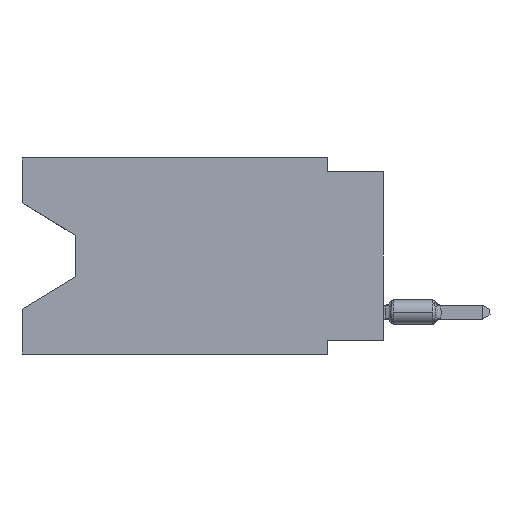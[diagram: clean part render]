
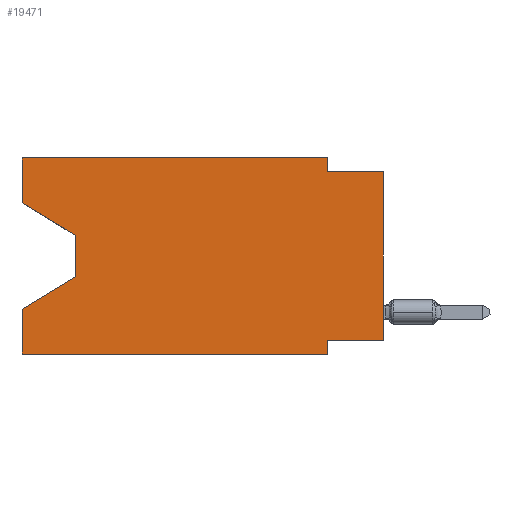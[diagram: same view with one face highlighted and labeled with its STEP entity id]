
A CAD part, left-side view. The second image highlights one B-rep face of the part: STEP entity #19471.
In plain terms, the highlighted planar face has unit normal (-1, 0, 0).
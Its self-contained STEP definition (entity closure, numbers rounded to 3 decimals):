
#923 = VECTOR ( 'NONE', #21287, 1000. ) ;
#924 = CARTESIAN_POINT ( 'NONE',  ( 0., 0., -8.255 ) ) ;
#1315 = LINE ( 'NONE', #22081, #2568 ) ;
#2079 = CARTESIAN_POINT ( 'NONE',  ( 0., 13.97, -3.505 ) ) ;
#2260 = CARTESIAN_POINT ( 'NONE',  ( 0., 16.383, -2.038 ) ) ;
#2270 = CARTESIAN_POINT ( 'NONE',  ( 0., 2.54, 0. ) ) ;
#2450 = VERTEX_POINT ( 'NONE', #924 ) ;
#2568 = VECTOR ( 'NONE', #8241, 1000. ) ;
#2802 = CARTESIAN_POINT ( 'NONE',  ( 0., 16.383, -2.038 ) ) ;
#2830 = VERTEX_POINT ( 'NONE', #18369 ) ;
#2831 = AXIS2_PLACEMENT_3D ( 'NONE', #14740, #7831, #4187 ) ;
#2872 = VECTOR ( 'NONE', #12059, 1000. ) ;
#3083 = LINE ( 'NONE', #22030, #11165 ) ;
#3467 = ORIENTED_EDGE ( 'NONE', *, *, #10283, .T. ) ;
#3510 = EDGE_CURVE ( 'NONE', #2830, #6898, #12827, .T. ) ;
#3692 = ORIENTED_EDGE ( 'NONE', *, *, #12936, .T. ) ;
#3852 = CARTESIAN_POINT ( 'NONE',  ( 0., 2.54, 0. ) ) ;
#4187 = DIRECTION ( 'NONE',  ( 0., 0., -1. ) ) ;
#4529 = DIRECTION ( 'NONE',  ( 0., 0., 1. ) ) ;
#4993 = DIRECTION ( 'NONE',  ( 0., 0., -1. ) ) ;
#5043 = ORIENTED_EDGE ( 'NONE', *, *, #20557, .F. ) ;
#5215 = ORIENTED_EDGE ( 'NONE', *, *, #18108, .F. ) ;
#5332 = DIRECTION ( 'NONE',  ( 0., 0., -1. ) ) ;
#5339 = DIRECTION ( 'NONE',  ( 0., 0., -1. ) ) ;
#5677 = CARTESIAN_POINT ( 'NONE',  ( 0., 13.97, -5.385 ) ) ;
#6090 = LINE ( 'NONE', #2802, #923 ) ;
#6094 = EDGE_CURVE ( 'NONE', #14475, #20875, #13961, .T. ) ;
#6134 = ORIENTED_EDGE ( 'NONE', *, *, #10957, .F. ) ;
#6138 = EDGE_CURVE ( 'NONE', #20292, #20706, #21108, .T. ) ;
#6281 = ORIENTED_EDGE ( 'NONE', *, *, #8442, .T. ) ;
#6358 = LINE ( 'NONE', #21789, #14869 ) ;
#6677 = VECTOR ( 'NONE', #17479, 1000. ) ;
#6850 = VECTOR ( 'NONE', #19199, 1000. ) ;
#6898 = VERTEX_POINT ( 'NONE', #14718 ) ;
#7793 = ORIENTED_EDGE ( 'NONE', *, *, #22407, .F. ) ;
#7831 = DIRECTION ( 'NONE',  ( 1., 0., 0. ) ) ;
#7838 = CARTESIAN_POINT ( 'NONE',  ( 0., 16.383, 0. ) ) ;
#8241 = DIRECTION ( 'NONE',  ( 0., 0.855, -0.519 ) ) ;
#8442 = EDGE_CURVE ( 'NONE', #14475, #16287, #6090, .T. ) ;
#8514 = CARTESIAN_POINT ( 'NONE',  ( 0., 16.383, 0. ) ) ;
#10236 = CARTESIAN_POINT ( 'NONE',  ( 0., 0., -8.255 ) ) ;
#10283 = EDGE_CURVE ( 'NONE', #2450, #17779, #20081, .T. ) ;
#10569 = LINE ( 'NONE', #17495, #2872 ) ;
#10957 = EDGE_CURVE ( 'NONE', #11121, #19855, #13748, .T. ) ;
#10998 = VECTOR ( 'NONE', #5332, 1000. ) ;
#11121 = VERTEX_POINT ( 'NONE', #2270 ) ;
#11165 = VECTOR ( 'NONE', #4993, 1000. ) ;
#11230 = VERTEX_POINT ( 'NONE', #5677 ) ;
#11361 = CARTESIAN_POINT ( 'NONE',  ( 0., 2.54, -8.255 ) ) ;
#11563 = PLANE ( 'NONE',  #2831 ) ;
#12059 = DIRECTION ( 'NONE',  ( 0., -1., 0. ) ) ;
#12165 = LINE ( 'NONE', #10236, #6850 ) ;
#12442 = CARTESIAN_POINT ( 'NONE',  ( 0., 16.383, 0. ) ) ;
#12827 = LINE ( 'NONE', #7838, #21469 ) ;
#12936 = EDGE_CURVE ( 'NONE', #16287, #11230, #3083, .T. ) ;
#12984 = CARTESIAN_POINT ( 'NONE',  ( 0., 2.54, -0.635 ) ) ;
#13748 = LINE ( 'NONE', #3852, #15489 ) ;
#13811 = VECTOR ( 'NONE', #21526, 1000. ) ;
#13961 = LINE ( 'NONE', #17582, #6677 ) ;
#14188 = EDGE_LOOP ( 'NONE', ( #6281, #3692, #14882, #21316, #22319, #14623, #5043, #3467, #7793, #6134, #5215, #15591 ) ) ;
#14195 = CARTESIAN_POINT ( 'NONE',  ( 0., 2.54, -8.89 ) ) ;
#14475 = VERTEX_POINT ( 'NONE', #2260 ) ;
#14623 = ORIENTED_EDGE ( 'NONE', *, *, #6138, .F. ) ;
#14718 = CARTESIAN_POINT ( 'NONE',  ( 0., 16.383, -6.852 ) ) ;
#14740 = CARTESIAN_POINT ( 'NONE',  ( 0., 16.383, 0. ) ) ;
#14749 = DIRECTION ( 'NONE',  ( 0., 0., 1. ) ) ;
#14869 = VECTOR ( 'NONE', #21672, 1000. ) ;
#14882 = ORIENTED_EDGE ( 'NONE', *, *, #17189, .T. ) ;
#15489 = VECTOR ( 'NONE', #5339, 1000. ) ;
#15591 = ORIENTED_EDGE ( 'NONE', *, *, #6094, .F. ) ;
#16287 = VERTEX_POINT ( 'NONE', #2079 ) ;
#16293 = LINE ( 'NONE', #12442, #13811 ) ;
#16446 = CARTESIAN_POINT ( 'NONE',  ( 0., 0., -0.635 ) ) ;
#16449 = FACE_OUTER_BOUND ( 'NONE', #14188, .T. ) ;
#17189 = EDGE_CURVE ( 'NONE', #11230, #6898, #1315, .T. ) ;
#17479 = DIRECTION ( 'NONE',  ( 0., 0., 1. ) ) ;
#17495 = CARTESIAN_POINT ( 'NONE',  ( 0., 16.383, -8.89 ) ) ;
#17582 = CARTESIAN_POINT ( 'NONE',  ( 0., 16.383, 0. ) ) ;
#17779 = VERTEX_POINT ( 'NONE', #16446 ) ;
#18108 = EDGE_CURVE ( 'NONE', #20875, #11121, #16293, .T. ) ;
#18369 = CARTESIAN_POINT ( 'NONE',  ( 0., 16.383, -8.89 ) ) ;
#19199 = DIRECTION ( 'NONE',  ( 0., 1., 0. ) ) ;
#19471 = ADVANCED_FACE ( 'NONE', ( #16449 ), #11563, .F. ) ;
#19855 = VERTEX_POINT ( 'NONE', #12984 ) ;
#20081 = LINE ( 'NONE', #20412, #22206 ) ;
#20292 = VERTEX_POINT ( 'NONE', #11361 ) ;
#20412 = CARTESIAN_POINT ( 'NONE',  ( 0., 0., 0. ) ) ;
#20557 = EDGE_CURVE ( 'NONE', #2450, #20292, #12165, .T. ) ;
#20575 = EDGE_CURVE ( 'NONE', #2830, #20706, #10569, .T. ) ;
#20706 = VERTEX_POINT ( 'NONE', #14195 ) ;
#20875 = VERTEX_POINT ( 'NONE', #8514 ) ;
#20886 = CARTESIAN_POINT ( 'NONE',  ( 0., 2.54, -8.89 ) ) ;
#21108 = LINE ( 'NONE', #20886, #10998 ) ;
#21287 = DIRECTION ( 'NONE',  ( 0., -0.855, -0.519 ) ) ;
#21316 = ORIENTED_EDGE ( 'NONE', *, *, #3510, .F. ) ;
#21469 = VECTOR ( 'NONE', #14749, 1000. ) ;
#21526 = DIRECTION ( 'NONE',  ( 0., -1., 0. ) ) ;
#21672 = DIRECTION ( 'NONE',  ( 0., -1., 0. ) ) ;
#21789 = CARTESIAN_POINT ( 'NONE',  ( 0., 0., -0.635 ) ) ;
#22030 = CARTESIAN_POINT ( 'NONE',  ( 0., 13.97, -3.505 ) ) ;
#22081 = CARTESIAN_POINT ( 'NONE',  ( 0., 13.97, -5.385 ) ) ;
#22206 = VECTOR ( 'NONE', #4529, 1000. ) ;
#22319 = ORIENTED_EDGE ( 'NONE', *, *, #20575, .T. ) ;
#22407 = EDGE_CURVE ( 'NONE', #19855, #17779, #6358, .T. ) ;
